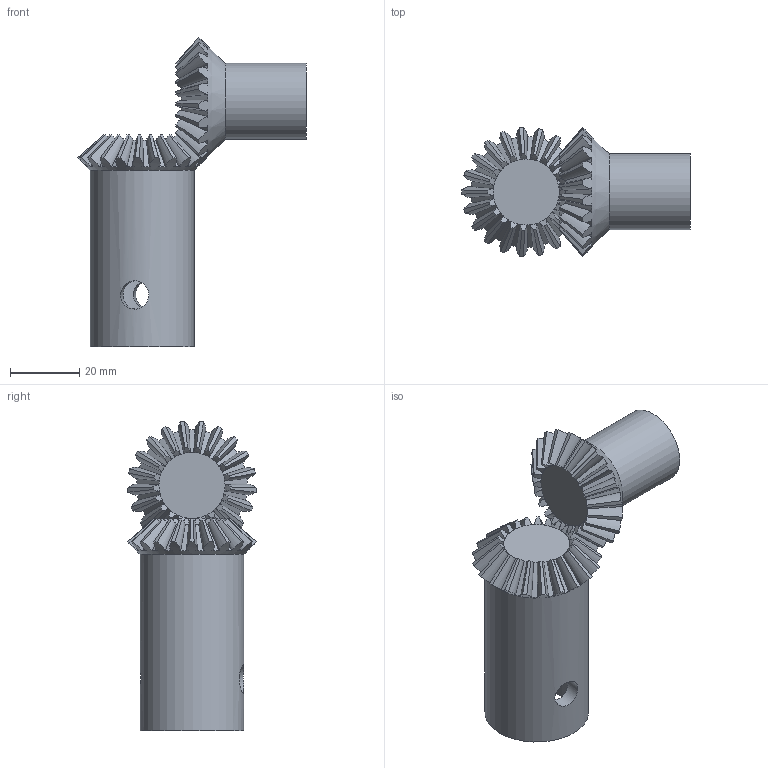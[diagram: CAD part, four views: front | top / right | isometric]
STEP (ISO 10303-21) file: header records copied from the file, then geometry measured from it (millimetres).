
FILE_DESCRIPTION(/* description */ (''),/* implementation_level */ '2;1');
FILE_NAME(/* name */ 'Miter gears v12.step',/* time_stamp */ '2025-06-30T08:59:58+03:00',/* author */ (''),/* organization */ (''),/* preprocessor_version */ 'ST-DEVELOPER v20.1',/* originating_system */ 'Autodesk Translation Framework v14.10.0.0',/* authorisation */ '');
FILE_SCHEMA (('AUTOMOTIVE_DESIGN { 1 0 10303 214 3 1 1 }'));
Length unit declared in the file: centimetre
Products named in the file (3): Miter gears; Component2; Component3
Assembly tree (2 placements, depth 2):
  Miter gears
    Component2
    Component3
Bounding box: 66.18 x 37.32 x 89.55 mm (x, y, z)
Volume: 36359.2 mm3; surface area: 18345 mm2
Topology: 2 solids, 2 shells, 311 faces, 874 edges, 569 vertices
Faces by surface type: bspline 126, plane 93, cone 86, cylinder 6
Full cylindrical faces by diameter (mm): 8.2 x2, 21.5 x1, 22 x1, 30 x1
Entity records: 16054 total; most frequent: CARTESIAN_POINT 9350, ORIENTED_EDGE 1748, DIRECTION 921, EDGE_CURVE 874, VERTEX_POINT 569, AXIS2_PLACEMENT_3D 326, EDGE_LOOP 317, FACE_OUTER_BOUND 311
